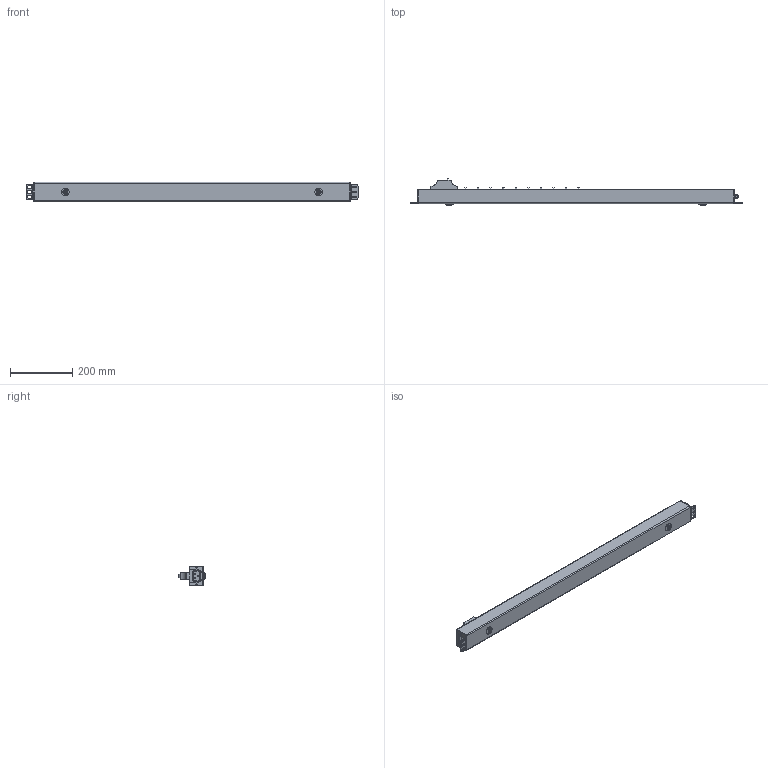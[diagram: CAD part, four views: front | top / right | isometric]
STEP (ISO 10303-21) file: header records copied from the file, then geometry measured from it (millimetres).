
FILE_DESCRIPTION((''),'2;1');
FILE_NAME('20-BS-PV70-10D-10C19-11_ASM','2023-01-29T',('ROG TT'),(''),'PRO/ENGINEER BY PARAMETRIC TECHNOLOGY CORPORATION, 2001280','PRO/ENGINEER BY PARAMETRIC TECHNOLOGY CORPORATION, 2001280','');
FILE_SCHEMA(('CONFIG_CONTROL_DESIGN'));
Length unit declared in the file: millimetre
Products named in the file (13): 20-BS-PV70-10D-10C19-11; 1_5U_GUOER_C20; 1_5U_GUOER2; C20-BASE; C20-E-PIN; C20-LN-PIN; C20-1_ASM; PG11_1-5U_GUAER; C20_GUOER; M6_LUOMAO; GUOER_HULU; GER_E; 20-BS-PV70-10D-10C19-11_ASM
Assembly tree (24 placements, depth 3):
  20-BS-PV70-10D-10C19-11_ASM
    20-BS-PV70-10D-10C19-11
    1_5U_GUOER_C20
    1_5U_GUOER2
    C20-1_ASM
      C20-BASE
      C20-E-PIN
      C20-LN-PIN  x2
    PG11_1-5U_GUAER
    C20_GUOER
    M6_LUOMAO  x2
    GUOER_HULU  x2
    GER_E  x10
Bounding box: 1069 x 86.9 x 62.5 mm (x, y, z)
Volume: 2636189.3 mm3; surface area: 358932.3 mm2
Topology: 23 solids, 23 shells, 1720 faces, 4355 edges, 2798 vertices
Faces by surface type: plane 978, cylinder 495, bspline 143, torus 52, cone 52
Entity records: 43188 total; most frequent: CARTESIAN_POINT 12074, ORIENTED_EDGE 6422, DIRECTION 6287, EDGE_CURVE 3211, VECTOR 2289, LINE 2289, VERTEX_POINT 2112, AXIS2_PLACEMENT_3D 1999
